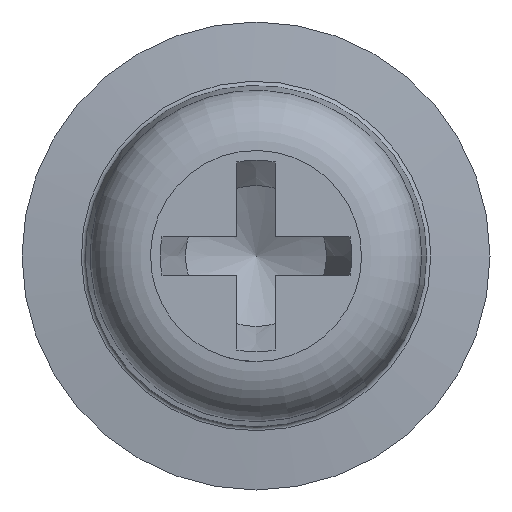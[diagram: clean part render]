
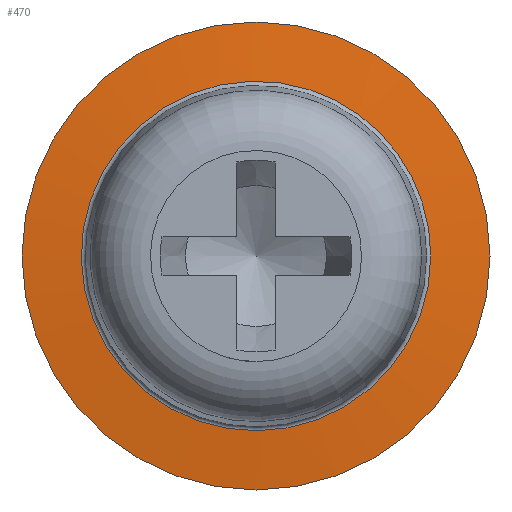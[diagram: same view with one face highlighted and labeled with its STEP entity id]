
A CAD part, left-side view. The second image highlights one B-rep face of the part: STEP entity #470.
In plain terms, the highlighted conical face has half-angle 84 degrees and reference radius 3.734 mm.
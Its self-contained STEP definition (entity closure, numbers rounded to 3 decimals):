
#60=LINE('',#846,#87);
#87=VECTOR('',#680,3.734);
#98=CONICAL_SURFACE('',#540,3.734,1.466);
#123=FACE_OUTER_BOUND('',#153,.T.);
#153=EDGE_LOOP('',(#415,#416,#417,#418,#419));
#168=CIRCLE('',#503,3.734);
#169=CIRCLE('',#504,3.734);
#186=CIRCLE('',#541,5.);
#202=VERTEX_POINT('',#733);
#203=VERTEX_POINT('',#734);
#230=VERTEX_POINT('',#844);
#247=EDGE_CURVE('',#202,#203,#168,.T.);
#248=EDGE_CURVE('',#203,#202,#169,.T.);
#294=EDGE_CURVE('',#230,#230,#186,.T.);
#295=EDGE_CURVE('',#230,#202,#60,.T.);
#415=ORIENTED_EDGE('',*,*,#294,.F.);
#416=ORIENTED_EDGE('',*,*,#295,.T.);
#417=ORIENTED_EDGE('',*,*,#247,.T.);
#418=ORIENTED_EDGE('',*,*,#248,.T.);
#419=ORIENTED_EDGE('',*,*,#295,.F.);
#470=ADVANCED_FACE('',(#123),#98,.T.);
#503=AXIS2_PLACEMENT_3D('',#735,#581,#582);
#504=AXIS2_PLACEMENT_3D('',#736,#583,#584);
#540=AXIS2_PLACEMENT_3D('',#843,#676,#677);
#541=AXIS2_PLACEMENT_3D('',#845,#678,#679);
#581=DIRECTION('center_axis',(1.,0.,0.));
#582=DIRECTION('ref_axis',(0.,-0.951,-0.309));
#583=DIRECTION('center_axis',(1.,0.,0.));
#584=DIRECTION('ref_axis',(0.,-0.951,-0.309));
#676=DIRECTION('center_axis',(1.,0.,0.));
#677=DIRECTION('ref_axis',(0.,1.,0.));
#678=DIRECTION('center_axis',(1.,0.,0.));
#679=DIRECTION('ref_axis',(0.,0.,-1.));
#680=DIRECTION('',(-0.105,0.995,0.));
#733=CARTESIAN_POINT('',(-0.937,-3.734,0.));
#734=CARTESIAN_POINT('',(-0.937,-1.154,3.551));
#735=CARTESIAN_POINT('Origin',(-0.937,0.,
0.));
#736=CARTESIAN_POINT('Origin',(-0.937,0.,
0.));
#843=CARTESIAN_POINT('Origin',(-0.937,0.,0.));
#844=CARTESIAN_POINT('',(-0.804,-5.,0.));
#845=CARTESIAN_POINT('Origin',(-0.804,0.,0.));
#846=CARTESIAN_POINT('',(-0.937,-3.734,0.));
